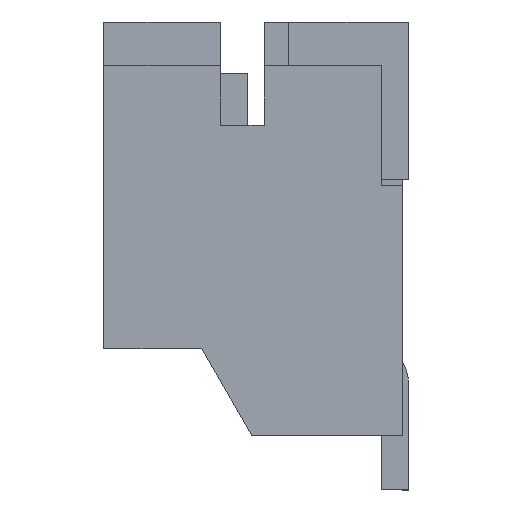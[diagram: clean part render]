
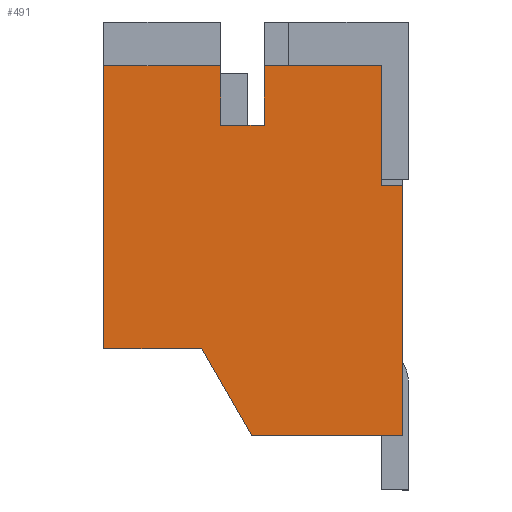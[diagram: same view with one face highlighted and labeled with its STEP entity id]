
A CAD part, left-side view. The second image highlights one B-rep face of the part: STEP entity #491.
In plain terms, the highlighted planar face has unit normal (-1, 0, 0).
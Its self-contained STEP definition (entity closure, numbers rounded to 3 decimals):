
#151 = VERTEX_POINT ( 'NONE', #2250 ) ;
#155 = VERTEX_POINT ( 'NONE', #2245 ) ;
#164 = EDGE_CURVE ( 'NONE', #151, #155, #2296, .T. ) ;
#486 = ORIENTED_EDGE ( 'NONE', *, *, #829, .T. ) ;
#491 = ADVANCED_FACE ( 'NONE', ( #3098 ), #3144, .F. ) ;
#492 = EDGE_LOOP ( 'NONE', ( #493, #486, #830, #831, #834, #681, #670, #684, #672, #693, #666, #695 ) ) ;
#493 = ORIENTED_EDGE ( 'NONE', *, *, #494, .T. ) ;
#494 = EDGE_CURVE ( 'NONE', #495, #496, #3139, .T. ) ;
#495 = VERTEX_POINT ( 'NONE', #3135 ) ;
#496 = VERTEX_POINT ( 'NONE', #3134 ) ;
#658 = EDGE_CURVE ( 'NONE', #836, #676, #3520, .T. ) ;
#665 = EDGE_CURVE ( 'NONE', #676, #699, #3507, .T. ) ;
#666 = ORIENTED_EDGE ( 'NONE', *, *, #692, .T. ) ;
#669 = VERTEX_POINT ( 'NONE', #3499 ) ;
#670 = ORIENTED_EDGE ( 'NONE', *, *, #665, .T. ) ;
#672 = ORIENTED_EDGE ( 'NONE', *, *, #673, .T. ) ;
#673 = EDGE_CURVE ( 'NONE', #700, #669, #3497, .T. ) ;
#676 = VERTEX_POINT ( 'NONE', #3556 ) ;
#677 = VERTEX_POINT ( 'NONE', #3555 ) ;
#681 = ORIENTED_EDGE ( 'NONE', *, *, #658, .T. ) ;
#684 = ORIENTED_EDGE ( 'NONE', *, *, #685, .F. ) ;
#685 = EDGE_CURVE ( 'NONE', #700, #699, #3545, .T. ) ;
#689 = EDGE_CURVE ( 'NONE', #701, #495, #3535, .T. ) ;
#692 = EDGE_CURVE ( 'NONE', #677, #701, #3572, .T. ) ;
#693 = ORIENTED_EDGE ( 'NONE', *, *, #694, .T. ) ;
#694 = EDGE_CURVE ( 'NONE', #669, #677, #3568, .T. ) ;
#695 = ORIENTED_EDGE ( 'NONE', *, *, #689, .T. ) ;
#699 = VERTEX_POINT ( 'NONE', #3616 ) ;
#700 = VERTEX_POINT ( 'NONE', #3615 ) ;
#701 = VERTEX_POINT ( 'NONE', #3614 ) ;
#829 = EDGE_CURVE ( 'NONE', #496, #151, #3932, .T. ) ;
#830 = ORIENTED_EDGE ( 'NONE', *, *, #164, .T. ) ;
#831 = ORIENTED_EDGE ( 'NONE', *, *, #832, .T. ) ;
#832 = EDGE_CURVE ( 'NONE', #155, #833, #3928, .T. ) ;
#833 = VERTEX_POINT ( 'NONE', #3924 ) ;
#834 = ORIENTED_EDGE ( 'NONE', *, *, #835, .T. ) ;
#835 = EDGE_CURVE ( 'NONE', #833, #836, #3922, .T. ) ;
#836 = VERTEX_POINT ( 'NONE', #3974 ) ;
#2245 = CARTESIAN_POINT ( 'NONE',  ( 8.95, 2.55, 16.2 ) ) ;
#2250 = CARTESIAN_POINT ( 'NONE',  ( 8.95, 0.4, 16.2 ) ) ;
#2293 = DIRECTION ( 'NONE',  ( 0., 1., 0. ) ) ;
#2294 = VECTOR ( 'NONE', #2293, 1000. ) ;
#2295 = CARTESIAN_POINT ( 'NONE',  ( 8.95, 0., 16.2 ) ) ;
#2296 = LINE ( 'NONE', #2295, #2294 ) ;
#3098 = FACE_OUTER_BOUND ( 'NONE', #492, .T. ) ;
#3134 = CARTESIAN_POINT ( 'NONE',  ( 8.95, 0.4, 14. ) ) ;
#3135 = CARTESIAN_POINT ( 'NONE',  ( 8.95, 0., 14. ) ) ;
#3136 = DIRECTION ( 'NONE',  ( 0., 1., 0. ) ) ;
#3137 = VECTOR ( 'NONE', #3136, 1000. ) ;
#3138 = CARTESIAN_POINT ( 'NONE',  ( 8.95, 0., 14. ) ) ;
#3139 = LINE ( 'NONE', #3138, #3137 ) ;
#3140 = DIRECTION ( 'NONE',  ( 0., 0., -1. ) ) ;
#3141 = DIRECTION ( 'NONE',  ( 1., 0., 0. ) ) ;
#3142 = CARTESIAN_POINT ( 'NONE',  ( 8.95, 5.5, 17. ) ) ;
#3143 = AXIS2_PLACEMENT_3D ( 'NONE', #3142, #3141, #3140 ) ;
#3144 = PLANE ( 'NONE',  #3143 ) ;
#3496 = CARTESIAN_POINT ( 'NONE',  ( 8.95, 3.7, 11. ) ) ;
#3497 = LINE ( 'NONE', #3496, #3562 ) ;
#3499 = CARTESIAN_POINT ( 'NONE',  ( 8.95, 3.7, 11. ) ) ;
#3504 = DIRECTION ( 'NONE',  ( 0., 1., 0. ) ) ;
#3505 = VECTOR ( 'NONE', #3504, 1000. ) ;
#3506 = CARTESIAN_POINT ( 'NONE',  ( 8.95, 0., 16.2 ) ) ;
#3507 = LINE ( 'NONE', #3506, #3505 ) ;
#3517 = DIRECTION ( 'NONE',  ( 0., 0., 1. ) ) ;
#3518 = VECTOR ( 'NONE', #3517, 1000. ) ;
#3519 = CARTESIAN_POINT ( 'NONE',  ( 8.95, 3.35, 17. ) ) ;
#3520 = LINE ( 'NONE', #3519, #3518 ) ;
#3532 = DIRECTION ( 'NONE',  ( 0., 0., 1. ) ) ;
#3533 = VECTOR ( 'NONE', #3532, 1000. ) ;
#3534 = CARTESIAN_POINT ( 'NONE',  ( 8.95, 0., 17. ) ) ;
#3535 = LINE ( 'NONE', #3534, #3533 ) ;
#3542 = DIRECTION ( 'NONE',  ( 0., 0., 1. ) ) ;
#3543 = VECTOR ( 'NONE', #3542, 1000. ) ;
#3544 = CARTESIAN_POINT ( 'NONE',  ( 8.95, 5.5, 17. ) ) ;
#3545 = LINE ( 'NONE', #3544, #3543 ) ;
#3555 = CARTESIAN_POINT ( 'NONE',  ( 8.95, 2.776, 9.4 ) ) ;
#3556 = CARTESIAN_POINT ( 'NONE',  ( 8.95, 3.35, 16.2 ) ) ;
#3561 = DIRECTION ( 'NONE',  ( 0., -1., 0. ) ) ;
#3562 = VECTOR ( 'NONE', #3561, 1000. ) ;
#3565 = DIRECTION ( 'NONE',  ( 0., -0.5, -0.866 ) ) ;
#3566 = VECTOR ( 'NONE', #3565, 1000. ) ;
#3567 = CARTESIAN_POINT ( 'NONE',  ( 8.95, 2.776, 9.4 ) ) ;
#3568 = LINE ( 'NONE', #3567, #3566 ) ;
#3569 = DIRECTION ( 'NONE',  ( 0., -1., 0. ) ) ;
#3570 = VECTOR ( 'NONE', #3569, 1000. ) ;
#3571 = CARTESIAN_POINT ( 'NONE',  ( 8.95, 5.5, 9.4 ) ) ;
#3572 = LINE ( 'NONE', #3571, #3570 ) ;
#3614 = CARTESIAN_POINT ( 'NONE',  ( 8.95, 0., 9.4 ) ) ;
#3615 = CARTESIAN_POINT ( 'NONE',  ( 8.95, 5.5, 11. ) ) ;
#3616 = CARTESIAN_POINT ( 'NONE',  ( 8.95, 5.5, 16.2 ) ) ;
#3919 = DIRECTION ( 'NONE',  ( 0., 1., 0. ) ) ;
#3920 = VECTOR ( 'NONE', #3919, 1000. ) ;
#3921 = CARTESIAN_POINT ( 'NONE',  ( 8.95, 2.55, 15.1 ) ) ;
#3922 = LINE ( 'NONE', #3921, #3920 ) ;
#3924 = CARTESIAN_POINT ( 'NONE',  ( 8.95, 2.55, 15.1 ) ) ;
#3925 = DIRECTION ( 'NONE',  ( 0., 0., -1. ) ) ;
#3926 = VECTOR ( 'NONE', #3925, 1000. ) ;
#3927 = CARTESIAN_POINT ( 'NONE',  ( 8.95, 2.55, 17. ) ) ;
#3928 = LINE ( 'NONE', #3927, #3926 ) ;
#3929 = DIRECTION ( 'NONE',  ( 0., 0., 1. ) ) ;
#3930 = VECTOR ( 'NONE', #3929, 1000. ) ;
#3931 = CARTESIAN_POINT ( 'NONE',  ( 8.95, 0.4, 17. ) ) ;
#3932 = LINE ( 'NONE', #3931, #3930 ) ;
#3974 = CARTESIAN_POINT ( 'NONE',  ( 8.95, 3.35, 15.1 ) ) ;
